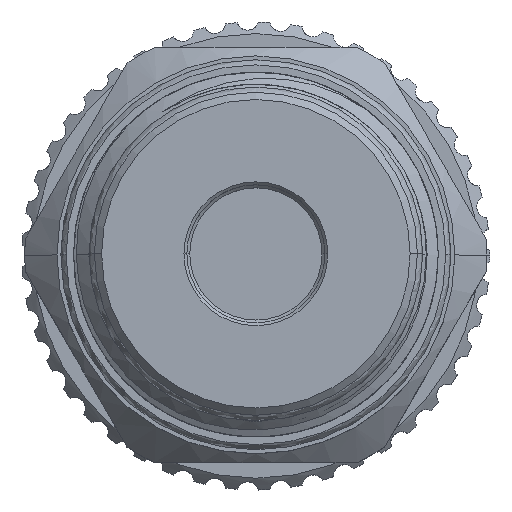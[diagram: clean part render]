
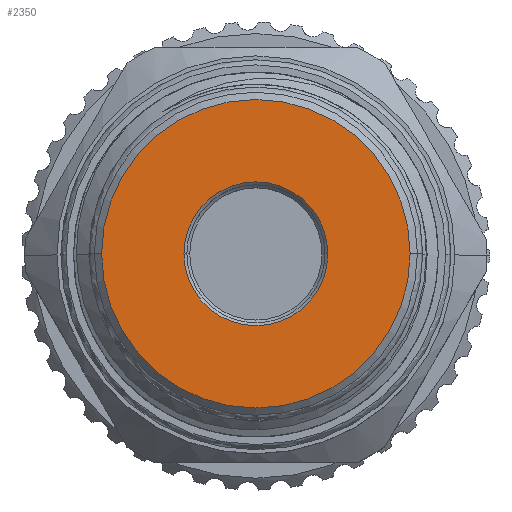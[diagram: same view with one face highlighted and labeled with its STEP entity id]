
A CAD part, top view. The second image highlights one B-rep face of the part: STEP entity #2350.
In plain terms, the highlighted planar face has unit normal (0, 0, 1).
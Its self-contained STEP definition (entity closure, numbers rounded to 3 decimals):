
#522 = ORIENTED_EDGE ( 'NONE', *, *, #3043, .F. ) ;
#523 = ORIENTED_EDGE ( 'NONE', *, *, #3120, .F. ) ;
#524 = ORIENTED_EDGE ( 'NONE', *, *, #3131, .F. ) ;
#525 = ORIENTED_EDGE ( 'NONE', *, *, #3040, .F. ) ;
#1038 = AXIS2_PLACEMENT_3D ( 'NONE', #33100, #33106, #33107 ) ;
#1171 = AXIS2_PLACEMENT_3D ( 'NONE', #25311, #25312, #25313 ) ;
#1172 = AXIS2_PLACEMENT_3D ( 'NONE', #25314, #25315, #25316 ) ;
#1192 = AXIS2_PLACEMENT_3D ( 'NONE', #25404, #25405, #25406 ) ;
#1194 = AXIS2_PLACEMENT_3D ( 'NONE', #25415, #25416, #25417 ) ;
#2350 = ADVANCED_FACE ( 'NONE', ( #26926, #26935 ), #33101, .F. ) ;
#3040 = EDGE_CURVE ( 'NONE', #18080, #18091, #27175, .T. ) ;
#3043 = EDGE_CURVE ( 'NONE', #18100, #18101, #27174, .T. ) ;
#3120 = EDGE_CURVE ( 'NONE', #18101, #18100, #27221, .T. ) ;
#3131 = EDGE_CURVE ( 'NONE', #18091, #18080, #27223, .T. ) ;
#18080 = VERTEX_POINT ( 'NONE', #34012 ) ;
#18091 = VERTEX_POINT ( 'NONE', #34023 ) ;
#18100 = VERTEX_POINT ( 'NONE', #34032 ) ;
#18101 = VERTEX_POINT ( 'NONE', #34033 ) ;
#22039 = EDGE_LOOP ( 'NONE', ( #522, #523 ) ) ;
#22088 = EDGE_LOOP ( 'NONE', ( #524, #525 ) ) ;
#25311 = CARTESIAN_POINT ( 'NONE',  ( 0., 0., 1.69 ) ) ;
#25312 = DIRECTION ( 'NONE',  ( 0., 0., -1. ) ) ;
#25313 = DIRECTION ( 'NONE',  ( -1., 0., 0. ) ) ;
#25314 = CARTESIAN_POINT ( 'NONE',  ( 0., 0., 1.69 ) ) ;
#25315 = DIRECTION ( 'NONE',  ( 0., 0., 1. ) ) ;
#25316 = DIRECTION ( 'NONE',  ( 1., 0., 0. ) ) ;
#25404 = CARTESIAN_POINT ( 'NONE',  ( 0., 0., 1.69 ) ) ;
#25405 = DIRECTION ( 'NONE',  ( 0., 0., 1. ) ) ;
#25406 = DIRECTION ( 'NONE',  ( 1., 0., 0. ) ) ;
#25415 = CARTESIAN_POINT ( 'NONE',  ( 0., 0., 1.69 ) ) ;
#25416 = DIRECTION ( 'NONE',  ( 0., 0., -1. ) ) ;
#25417 = DIRECTION ( 'NONE',  ( -1., 0., 0. ) ) ;
#26926 = FACE_BOUND ( 'NONE', #22039, .T. ) ;
#26935 = FACE_OUTER_BOUND ( 'NONE', #22088, .T. ) ;
#27174 = CIRCLE ( 'NONE', #1172, 4.95 ) ;
#27175 = CIRCLE ( 'NONE', #1171, 10.615 ) ;
#27221 = CIRCLE ( 'NONE', #1192, 4.95 ) ;
#27223 = CIRCLE ( 'NONE', #1194, 10.615 ) ;
#33100 = CARTESIAN_POINT ( 'NONE',  ( 0., 0., 1.69 ) ) ;
#33101 = PLANE ( 'NONE',  #1038 ) ;
#33106 = DIRECTION ( 'NONE',  ( 0., 0., -1. ) ) ;
#33107 = DIRECTION ( 'NONE',  ( -1., 0., 0. ) ) ;
#34012 = CARTESIAN_POINT ( 'NONE',  ( 10.615, 0., 1.69 ) ) ;
#34023 = CARTESIAN_POINT ( 'NONE',  ( -10.615, 0., 1.69 ) ) ;
#34032 = CARTESIAN_POINT ( 'NONE',  ( 4.95, 0., 1.69 ) ) ;
#34033 = CARTESIAN_POINT ( 'NONE',  ( -4.95, 0., 1.69 ) ) ;
